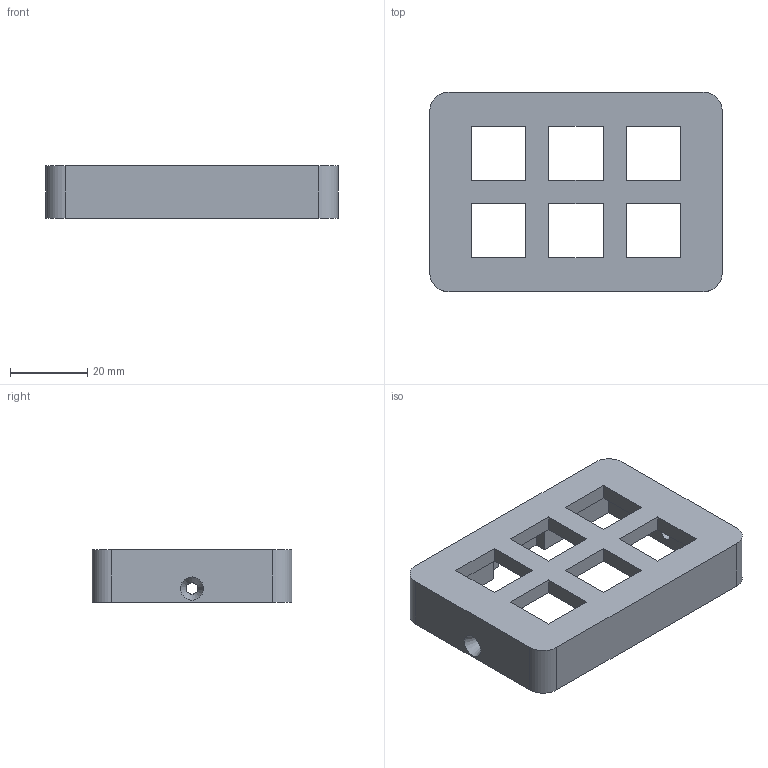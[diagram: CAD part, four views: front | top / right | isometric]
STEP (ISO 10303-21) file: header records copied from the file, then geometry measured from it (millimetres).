
FILE_DESCRIPTION(/* description */ ('STEP AP214'),/* implementation_level */ '2;1');
FILE_NAME(/* name */ '613d98ad2902150b973ca81e',/* time_stamp */ '2021-09-12T06:05:33+00:00',/* author */ (''),/* organization */ (''),/* preprocessor_version */ 'ST-DEVELOPER v18.1',/* originating_system */ ' ',/* authorisation */ ' ');
FILE_SCHEMA (('AUTOMOTIVE_DESIGN {1 0 10303 214 3 1 1}'));
Length unit declared in the file: metre
Products named in the file (1): Part 1
Bounding box: 75.8 x 51.75 x 13.5 mm (x, y, z)
Volume: 21670.6 mm3; surface area: 12234.1 mm2
Topology: 1 solids, 1 shells, 54 faces, 154 edges, 102 vertices
Faces by surface type: plane 46, cylinder 6, cone 2
Full cylindrical faces by diameter (mm): 3 x2
Entity records: 1778 total; most frequent: CARTESIAN_POINT 307, ORIENTED_EDGE 300, DIRECTION 274, EDGE_CURVE 150, LINE 136, VECTOR 136, VERTEX_POINT 102, EDGE_LOOP 74
